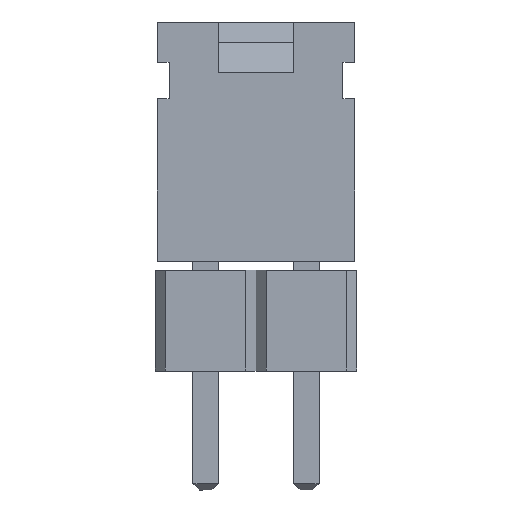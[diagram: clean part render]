
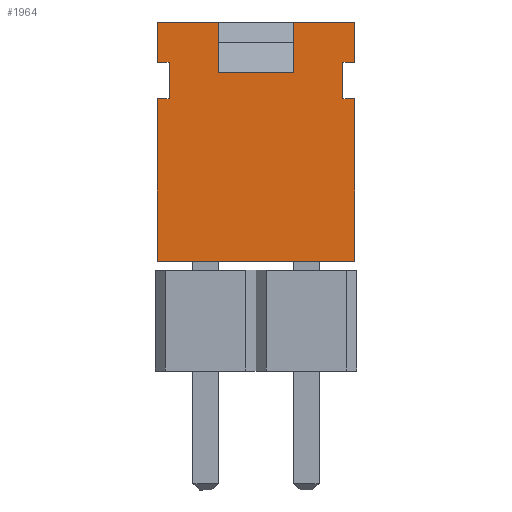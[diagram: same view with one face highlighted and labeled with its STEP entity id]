
A CAD part, left-side view. The second image highlights one B-rep face of the part: STEP entity #1964.
In plain terms, the highlighted face is planar.
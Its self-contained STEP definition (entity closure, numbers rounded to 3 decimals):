
#163=FACE_OUTER_BOUND('',#275,.T.);
#275=EDGE_LOOP('',(#1370,#1371,#1372,#1373,#1374,#1375,#1376,#1377,#1378,
#1379,#1380,#1381,#1382,#1383,#1384,#1385));
#382=LINE('',#2838,#639);
#400=LINE('',#2875,#657);
#402=LINE('',#2879,#659);
#405=LINE('',#2885,#662);
#418=LINE('',#2911,#675);
#419=LINE('',#2915,#676);
#420=LINE('',#2917,#677);
#421=LINE('',#2919,#678);
#422=LINE('',#2920,#679);
#423=LINE('',#2921,#680);
#424=LINE('',#2923,#681);
#425=LINE('',#2924,#682);
#426=LINE('',#2926,#683);
#427=LINE('',#2928,#684);
#428=LINE('',#2930,#685);
#429=LINE('',#2931,#686);
#639=VECTOR('',#2292,4.98);
#657=VECTOR('',#2312,1.02);
#659=VECTOR('',#2316,4.105);
#662=VECTOR('',#2321,0.3);
#675=VECTOR('',#2340,0.3);
#676=VECTOR('',#2343,1.54);
#677=VECTOR('',#2344,1.02);
#678=VECTOR('',#2345,0.3);
#679=VECTOR('',#2346,0.91);
#680=VECTOR('',#2347,4.105);
#681=VECTOR('',#2348,0.3);
#682=VECTOR('',#2349,0.91);
#683=VECTOR('',#2350,1.54);
#684=VECTOR('',#2351,1.285);
#685=VECTOR('',#2352,1.9);
#686=VECTOR('',#2353,1.285);
#896=VERTEX_POINT('',#2836);
#897=VERTEX_POINT('',#2837);
#914=VERTEX_POINT('',#2872);
#915=VERTEX_POINT('',#2874);
#916=VERTEX_POINT('',#2878);
#918=VERTEX_POINT('',#2884);
#927=VERTEX_POINT('',#2907);
#928=VERTEX_POINT('',#2909);
#929=VERTEX_POINT('',#2913);
#930=VERTEX_POINT('',#2914);
#931=VERTEX_POINT('',#2916);
#932=VERTEX_POINT('',#2918);
#933=VERTEX_POINT('',#2922);
#934=VERTEX_POINT('',#2925);
#935=VERTEX_POINT('',#2927);
#936=VERTEX_POINT('',#2929);
#1062=EDGE_CURVE('',#896,#897,#382,.T.);
#1080=EDGE_CURVE('',#915,#914,#400,.T.);
#1082=EDGE_CURVE('',#896,#916,#402,.T.);
#1085=EDGE_CURVE('',#915,#918,#405,.T.);
#1099=EDGE_CURVE('',#928,#927,#418,.T.);
#1100=EDGE_CURVE('',#929,#930,#419,.T.);
#1101=EDGE_CURVE('',#931,#930,#420,.T.);
#1102=EDGE_CURVE('',#931,#932,#421,.T.);
#1103=EDGE_CURVE('',#927,#932,#422,.T.);
#1104=EDGE_CURVE('',#897,#928,#423,.T.);
#1105=EDGE_CURVE('',#916,#933,#424,.T.);
#1106=EDGE_CURVE('',#918,#933,#425,.T.);
#1107=EDGE_CURVE('',#914,#934,#426,.T.);
#1108=EDGE_CURVE('',#934,#935,#427,.T.);
#1109=EDGE_CURVE('',#936,#935,#428,.T.);
#1110=EDGE_CURVE('',#929,#936,#429,.T.);
#1370=ORIENTED_EDGE('',*,*,#1100,.T.);
#1371=ORIENTED_EDGE('',*,*,#1101,.F.);
#1372=ORIENTED_EDGE('',*,*,#1102,.T.);
#1373=ORIENTED_EDGE('',*,*,#1103,.F.);
#1374=ORIENTED_EDGE('',*,*,#1099,.F.);
#1375=ORIENTED_EDGE('',*,*,#1104,.F.);
#1376=ORIENTED_EDGE('',*,*,#1062,.F.);
#1377=ORIENTED_EDGE('',*,*,#1082,.T.);
#1378=ORIENTED_EDGE('',*,*,#1105,.T.);
#1379=ORIENTED_EDGE('',*,*,#1106,.F.);
#1380=ORIENTED_EDGE('',*,*,#1085,.F.);
#1381=ORIENTED_EDGE('',*,*,#1080,.T.);
#1382=ORIENTED_EDGE('',*,*,#1107,.T.);
#1383=ORIENTED_EDGE('',*,*,#1108,.T.);
#1384=ORIENTED_EDGE('',*,*,#1109,.F.);
#1385=ORIENTED_EDGE('',*,*,#1110,.F.);
#1857=PLANE('',#2150);
#1964=ADVANCED_FACE('',(#163),#1857,.T.);
#2150=AXIS2_PLACEMENT_3D('',#2912,#2341,#2342);
#2292=DIRECTION('',(1.,0.,0.));
#2312=DIRECTION('',(0.,0.,-1.));
#2316=DIRECTION('',(0.,0.,-1.));
#2321=DIRECTION('',(1.,0.,0.));
#2340=DIRECTION('',(-1.,0.,0.));
#2341=DIRECTION('center_axis',(0.,-1.,0.));
#2342=DIRECTION('ref_axis',(0.,0.,-1.));
#2343=DIRECTION('',(1.,0.,0.));
#2344=DIRECTION('',(0.,0.,-1.));
#2345=DIRECTION('',(-1.,0.,0.));
#2346=DIRECTION('',(0.,0.,-1.));
#2347=DIRECTION('',(0.,0.,-1.));
#2348=DIRECTION('',(1.,0.,0.));
#2349=DIRECTION('',(0.,0.,1.));
#2350=DIRECTION('',(1.,0.,0.));
#2351=DIRECTION('',(0.,0.,1.));
#2352=DIRECTION('',(-1.,0.,0.));
#2353=DIRECTION('',(0.,0.,1.));
#2836=CARTESIAN_POINT('',(-2.49,-1.22,0.));
#2837=CARTESIAN_POINT('',(2.49,-1.22,0.));
#2838=CARTESIAN_POINT('',(-2.49,-1.22,0.));
#2872=CARTESIAN_POINT('',(-2.49,-1.22,-6.035));
#2874=CARTESIAN_POINT('',(-2.49,-1.22,-5.015));
#2875=CARTESIAN_POINT('',(-2.49,-1.22,-5.015));
#2878=CARTESIAN_POINT('',(-2.49,-1.22,-4.105));
#2879=CARTESIAN_POINT('',(-2.49,-1.22,0.));
#2884=CARTESIAN_POINT('',(-2.19,-1.22,-5.015));
#2885=CARTESIAN_POINT('',(-2.49,-1.22,-5.015));
#2907=CARTESIAN_POINT('',(2.19,-1.22,-4.105));
#2909=CARTESIAN_POINT('',(2.49,-1.22,-4.105));
#2911=CARTESIAN_POINT('',(2.49,-1.22,-4.105));
#2912=CARTESIAN_POINT('Origin',(-2.49,-1.22,0.));
#2913=CARTESIAN_POINT('',(0.95,-1.22,-6.035));
#2914=CARTESIAN_POINT('',(2.49,-1.22,-6.035));
#2915=CARTESIAN_POINT('',(0.95,-1.22,-6.035));
#2916=CARTESIAN_POINT('',(2.49,-1.22,-5.015));
#2917=CARTESIAN_POINT('',(2.49,-1.22,-5.015));
#2918=CARTESIAN_POINT('',(2.19,-1.22,-5.015));
#2919=CARTESIAN_POINT('',(2.49,-1.22,-5.015));
#2920=CARTESIAN_POINT('',(2.19,-1.22,-4.105));
#2921=CARTESIAN_POINT('',(2.49,-1.22,0.));
#2922=CARTESIAN_POINT('',(-2.19,-1.22,-4.105));
#2923=CARTESIAN_POINT('',(-2.49,-1.22,-4.105));
#2924=CARTESIAN_POINT('',(-2.19,-1.22,-5.015));
#2925=CARTESIAN_POINT('',(-0.95,-1.22,-6.035));
#2926=CARTESIAN_POINT('',(-2.49,-1.22,-6.035));
#2927=CARTESIAN_POINT('',(-0.95,-1.22,-4.75));
#2928=CARTESIAN_POINT('',(-0.95,-1.22,-6.035));
#2929=CARTESIAN_POINT('',(0.95,-1.22,-4.75));
#2930=CARTESIAN_POINT('',(0.95,-1.22,-4.75));
#2931=CARTESIAN_POINT('',(0.95,-1.22,-6.035));
